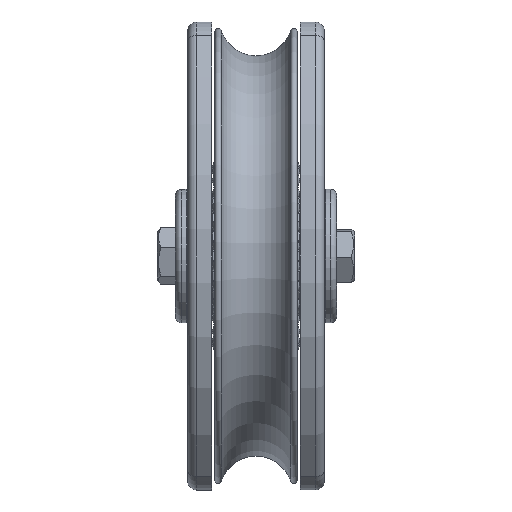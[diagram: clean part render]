
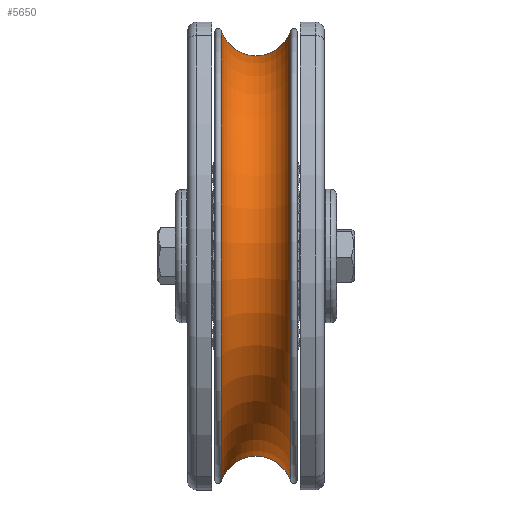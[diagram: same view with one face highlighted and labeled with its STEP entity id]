
A CAD part, front view. The second image highlights one B-rep face of the part: STEP entity #5650.
In plain terms, the highlighted toroidal (fillet/blend) face has major radius 78 mm and minor radius 12 mm.
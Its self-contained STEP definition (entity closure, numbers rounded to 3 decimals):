
#210=TOROIDAL_SURFACE('',#6592,78.,12.);
#865=FACE_OUTER_BOUND('',#1313,.T.);
#1313=EDGE_LOOP('',(#5177,#5178,#5179,#5180));
#2262=CIRCLE('',#6590,74.26);
#2264=CIRCLE('',#6593,12.);
#2265=CIRCLE('',#6594,74.26);
#2822=VERTEX_POINT('',#10489);
#2823=VERTEX_POINT('',#10493);
#3619=EDGE_CURVE('',#2822,#2822,#2262,.T.);
#3621=EDGE_CURVE('',#2822,#2823,#2264,.T.);
#3622=EDGE_CURVE('',#2823,#2823,#2265,.T.);
#5177=ORIENTED_EDGE('',*,*,#3619,.T.);
#5178=ORIENTED_EDGE('',*,*,#3621,.T.);
#5179=ORIENTED_EDGE('',*,*,#3622,.F.);
#5180=ORIENTED_EDGE('',*,*,#3621,.F.);
#5650=ADVANCED_FACE('',(#865),#210,.F.);
#6590=AXIS2_PLACEMENT_3D('',#10490,#8610,#8611);
#6592=AXIS2_PLACEMENT_3D('',#10492,#8614,#8615);
#6593=AXIS2_PLACEMENT_3D('',#10494,#8616,#8617);
#6594=AXIS2_PLACEMENT_3D('',#10495,#8618,#8619);
#8610=DIRECTION('center_axis',(1.,0.,0.));
#8611=DIRECTION('ref_axis',(0.,0.994,0.112));
#8614=DIRECTION('center_axis',(1.,0.,0.));
#8615=DIRECTION('ref_axis',(0.,-0.994,-0.112));
#8616=DIRECTION('center_axis',(0.,-0.112,
0.994));
#8617=DIRECTION('ref_axis',(0.,0.994,0.112));
#8618=DIRECTION('center_axis',(1.,0.,0.));
#8619=DIRECTION('ref_axis',(0.,0.994,0.112));
#10489=CARTESIAN_POINT('',(-11.402,-53.204,8.287));
#10490=CARTESIAN_POINT('Origin',(-11.402,-127.,0.));
#10492=CARTESIAN_POINT('Origin',(0.,-127.,0.));
#10493=CARTESIAN_POINT('',(11.402,-53.204,8.287));
#10494=CARTESIAN_POINT('Origin',(0.,-49.487,
8.704));
#10495=CARTESIAN_POINT('Origin',(11.402,-127.,0.));
